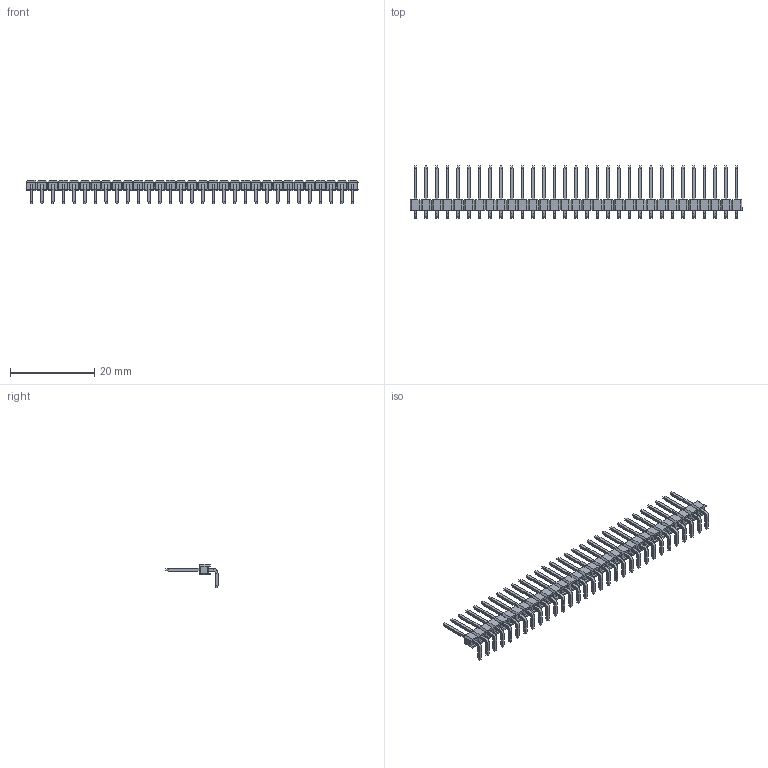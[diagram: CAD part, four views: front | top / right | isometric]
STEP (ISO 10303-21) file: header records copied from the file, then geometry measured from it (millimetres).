
FILE_DESCRIPTION (( 'STEP AP214' ), '1' );
FILE_NAME ('1x31 Male Pin Header Angle.STEP', '2021-11-12T11:32:48', ( 'M.B.I.' ), ( '' ), 'SwSTEP 2.0', '', '' );
FILE_SCHEMA (( 'AUTOMOTIVE_DESIGN' ));
Length unit declared in the file: millimetre
Products named in the file (1): 1x31 Male Pin Header Angle
Bounding box: 78.75 x 12.36 x 5.5 mm (x, y, z)
Volume: 571.2 mm3; surface area: 2393.8 mm2
Topology: 43 solids, 43 shells, 1522 faces, 3702 edges, 2266 vertices
Faces by surface type: plane 1460, cylinder 62
Entity records: 43458 total; most frequent: CARTESIAN_POINT 7491, ORIENTED_EDGE 7404, DIRECTION 6872, EDGE_CURVE 3702, VECTOR 3578, LINE 3578, VERTEX_POINT 2266, AXIS2_PLACEMENT_3D 1647
